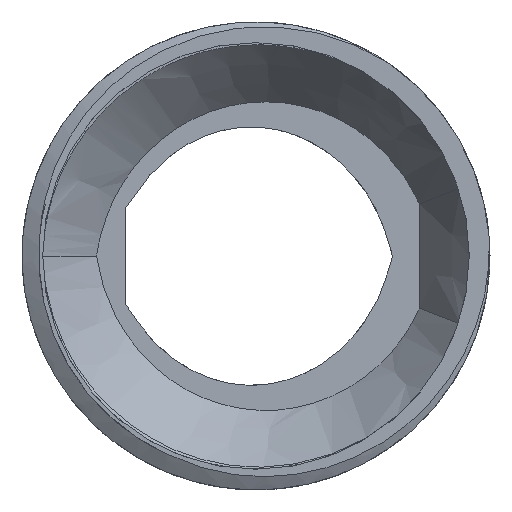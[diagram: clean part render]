
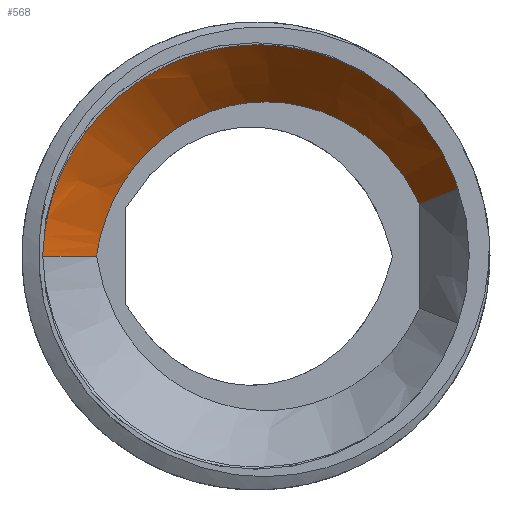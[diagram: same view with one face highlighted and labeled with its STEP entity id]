
A CAD part, top view. The second image highlights one B-rep face of the part: STEP entity #568.
In plain terms, the highlighted free-form (B-spline) face has degree [3, 3] with [9, 4] control points.
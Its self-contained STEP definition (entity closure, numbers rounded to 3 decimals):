
#43=B_SPLINE_SURFACE_WITH_KNOTS('',3,3,((#2867,#2868,#2869,#2870),(#2871,
#2872,#2873,#2874),(#2875,#2876,#2877,#2878),(#2879,#2880,#2881,#2882),
(#2883,#2884,#2885,#2886),(#2887,#2888,#2889,#2890),(#2891,#2892,#2893,
#2894),(#2895,#2896,#2897,#2898),(#2899,#2900,#2901,#2902)),
 .UNSPECIFIED.,.F.,.F.,.F.,(4,1,1,1,1,1,4),(4,4),(0.,0.143,
0.286,0.429,0.571,0.857,
1.),(0.,0.7),.UNSPECIFIED.);
#77=FACE_OUTER_BOUND('',#114,.T.);
#114=EDGE_LOOP('',(#522,#523,#524,#525,#526));
#144=B_SPLINE_CURVE_WITH_KNOTS('',3,(#1630,#1631,#1632,#1633,#1634,#1635,
#1636),.UNSPECIFIED.,.F.,.F.,(4,3,4),(-0.577,-0.436,
0.),.UNSPECIFIED.);
#150=B_SPLINE_CURVE_WITH_KNOTS('',3,(#1979,#1980,#1981,#1982,#1983,#1984,
#1985,#1986,#1987,#1988,#1989,#1990,#1991,#1992,#1993,#1994),
 .UNSPECIFIED.,.F.,.F.,(4,3,3,3,3,4),(-3.054,-2.618,
-1.745,-1.309,-0.873,-0.577),
 .UNSPECIFIED.);
#173=B_SPLINE_CURVE_WITH_KNOTS('',3,(#2718,#2719,#2720,#2721,#2722,#2723,
#2724,#2725,#2726,#2727,#2728,#2729,#2730,#2731,#2732,#2733,#2734,#2735,
#2736),.UNSPECIFIED.,.F.,.F.,(4,3,3,3,3,3,4),(-2.351,-2.026,
-1.7,-1.375,-1.049,-0.398,
-0.073),.UNSPECIFIED.);
#187=LINE('',#2543,#210);
#198=LINE('',#2866,#221);
#210=VECTOR('',#687,5.944);
#221=VECTOR('',#706,6.354);
#242=VERTEX_POINT('',#1628);
#243=VERTEX_POINT('',#1629);
#247=VERTEX_POINT('',#1957);
#264=VERTEX_POINT('',#2542);
#274=VERTEX_POINT('',#2717);
#303=EDGE_CURVE('',#242,#243,#144,.T.);
#313=EDGE_CURVE('',#247,#242,#150,.T.);
#337=EDGE_CURVE('',#264,#243,#187,.T.);
#355=EDGE_CURVE('',#264,#274,#173,.T.);
#358=EDGE_CURVE('',#274,#247,#198,.T.);
#522=ORIENTED_EDGE('',*,*,#313,.F.);
#523=ORIENTED_EDGE('',*,*,#358,.F.);
#524=ORIENTED_EDGE('',*,*,#355,.F.);
#525=ORIENTED_EDGE('',*,*,#337,.T.);
#526=ORIENTED_EDGE('',*,*,#303,.F.);
#568=ADVANCED_FACE('',(#77),#43,.F.);
#687=DIRECTION('',(0.503,0.198,0.841));
#706=DIRECTION('',(-0.617,0.,0.787));
#1628=CARTESIAN_POINT('',(5.385,-23.688,4.592));
#1629=CARTESIAN_POINT('',(8.625,-28.361,4.592));
#1630=CARTESIAN_POINT('Ctrl Pts',(5.385,-23.688,4.592));
#1631=CARTESIAN_POINT('Ctrl Pts',(5.74,-23.99,4.592));
#1632=CARTESIAN_POINT('Ctrl Pts',(6.076,-24.315,4.592));
#1633=CARTESIAN_POINT('Ctrl Pts',(6.391,-24.66,4.592));
#1634=CARTESIAN_POINT('Ctrl Pts',(7.368,-25.732,4.592));
#1635=CARTESIAN_POINT('Ctrl Pts',(8.131,-26.997,4.592));
#1636=CARTESIAN_POINT('Ctrl Pts',(8.625,-28.361,4.592));
#1957=CARTESIAN_POINT('',(-12.673,-31.84,4.592));
#1979=CARTESIAN_POINT('Ctrl Pts',(-12.673,-31.84,4.592));
#1980=CARTESIAN_POINT('Ctrl Pts',(-12.628,-30.392,4.592));
#1981=CARTESIAN_POINT('Ctrl Pts',(-12.307,-28.945,4.592));
#1982=CARTESIAN_POINT('Ctrl Pts',(-11.715,-27.622,4.592));
#1983=CARTESIAN_POINT('Ctrl Pts',(-10.531,-24.976,4.592));
#1984=CARTESIAN_POINT('Ctrl Pts',(-8.267,-22.823,4.592));
#1985=CARTESIAN_POINT('Ctrl Pts',(-5.56,-21.789,4.592));
#1986=CARTESIAN_POINT('Ctrl Pts',(-4.207,-21.273,4.592));
#1987=CARTESIAN_POINT('Ctrl Pts',(-2.743,-21.036,4.592));
#1988=CARTESIAN_POINT('Ctrl Pts',(-1.293,-21.089,4.592));
#1989=CARTESIAN_POINT('Ctrl Pts',(0.157,-21.143,4.592));
#1990=CARTESIAN_POINT('Ctrl Pts',(1.593,-21.486,4.592));
#1991=CARTESIAN_POINT('Ctrl Pts',(2.907,-22.098,4.592));
#1992=CARTESIAN_POINT('Ctrl Pts',(3.799,-22.512,4.592));
#1993=CARTESIAN_POINT('Ctrl Pts',(4.634,-23.05,4.592));
#1994=CARTESIAN_POINT('Ctrl Pts',(5.385,-23.688,4.592));
#2542=CARTESIAN_POINT('',(6.532,-29.186,1.092));
#2543=CARTESIAN_POINT('',(6.532,-29.186,1.092));
#2717=CARTESIAN_POINT('',(-9.929,-31.84,1.092));
#2718=CARTESIAN_POINT('Ctrl Pts',(6.532,-29.186,1.092));
#2719=CARTESIAN_POINT('Ctrl Pts',(6.084,-28.199,1.092));
#2720=CARTESIAN_POINT('Ctrl Pts',(5.466,-27.293,1.092));
#2721=CARTESIAN_POINT('Ctrl Pts',(4.706,-26.525,1.092));
#2722=CARTESIAN_POINT('Ctrl Pts',(3.946,-25.757,1.092));
#2723=CARTESIAN_POINT('Ctrl Pts',(3.044,-25.128,1.092));
#2724=CARTESIAN_POINT('Ctrl Pts',(2.058,-24.691,1.092));
#2725=CARTESIAN_POINT('Ctrl Pts',(1.072,-24.255,1.092));
#2726=CARTESIAN_POINT('Ctrl Pts',(0.001,-24.012,
1.092));
#2727=CARTESIAN_POINT('Ctrl Pts',(-1.077,-23.981,1.092));
#2728=CARTESIAN_POINT('Ctrl Pts',(-2.155,-23.951,1.092));
#2729=CARTESIAN_POINT('Ctrl Pts',(-3.241,-24.134,1.092));
#2730=CARTESIAN_POINT('Ctrl Pts',(-4.248,-24.516,1.092));
#2731=CARTESIAN_POINT('Ctrl Pts',(-6.261,-25.281,1.092));
#2732=CARTESIAN_POINT('Ctrl Pts',(-7.956,-26.841,1.092));
#2733=CARTESIAN_POINT('Ctrl Pts',(-8.955,-28.76,1.092));
#2734=CARTESIAN_POINT('Ctrl Pts',(-9.454,-29.719,1.092));
#2735=CARTESIAN_POINT('Ctrl Pts',(-9.779,-30.768,1.092));
#2736=CARTESIAN_POINT('Ctrl Pts',(-9.929,-31.84,1.092));
#2866=CARTESIAN_POINT('',(-9.929,-31.84,1.092));
#2867=CARTESIAN_POINT('Ctrl Pts',(6.532,-29.186,1.092));
#2868=CARTESIAN_POINT('Ctrl Pts',(7.23,-28.911,2.258));
#2869=CARTESIAN_POINT('Ctrl Pts',(7.927,-28.636,3.425));
#2870=CARTESIAN_POINT('Ctrl Pts',(8.625,-28.361,4.592));
#2871=CARTESIAN_POINT('Ctrl Pts',(6.084,-28.199,1.092));
#2872=CARTESIAN_POINT('Ctrl Pts',(6.766,-27.798,2.258));
#2873=CARTESIAN_POINT('Ctrl Pts',(7.449,-27.399,3.425));
#2874=CARTESIAN_POINT('Ctrl Pts',(8.131,-26.997,4.592));
#2875=CARTESIAN_POINT('Ctrl Pts',(4.847,-26.386,1.092));
#2876=CARTESIAN_POINT('Ctrl Pts',(5.434,-25.747,2.258));
#2877=CARTESIAN_POINT('Ctrl Pts',(6.019,-25.106,3.425));
#2878=CARTESIAN_POINT('Ctrl Pts',(6.605,-24.466,4.592));
#2879=CARTESIAN_POINT('Ctrl Pts',(2.142,-24.499,1.092));
#2880=CARTESIAN_POINT('Ctrl Pts',(2.438,-23.609,2.258));
#2881=CARTESIAN_POINT('Ctrl Pts',(2.733,-22.72,3.425));
#2882=CARTESIAN_POINT('Ctrl Pts',(3.029,-21.83,4.592));
#2883=CARTESIAN_POINT('Ctrl Pts',(-1.069,-23.768,1.092));
#2884=CARTESIAN_POINT('Ctrl Pts',(-1.139,-22.779,2.258));
#2885=CARTESIAN_POINT('Ctrl Pts',(-1.208,-21.788,3.425));
#2886=CARTESIAN_POINT('Ctrl Pts',(-1.279,-20.799,4.592));
#2887=CARTESIAN_POINT('Ctrl Pts',(-5.413,-24.5,1.092));
#2888=CARTESIAN_POINT('Ctrl Pts',(-5.987,-23.582,2.258));
#2889=CARTESIAN_POINT('Ctrl Pts',(-6.561,-22.664,3.425));
#2890=CARTESIAN_POINT('Ctrl Pts',(-7.135,-21.746,4.592));
#2891=CARTESIAN_POINT('Ctrl Pts',(-8.804,-27.622,1.092));
#2892=CARTESIAN_POINT('Ctrl Pts',(-9.757,-27.098,2.258));
#2893=CARTESIAN_POINT('Ctrl Pts',(-10.71,-26.576,3.425));
#2894=CARTESIAN_POINT('Ctrl Pts',(-11.663,-26.052,4.592));
#2895=CARTESIAN_POINT('Ctrl Pts',(-9.779,-30.768,1.092));
#2896=CARTESIAN_POINT('Ctrl Pts',(-10.728,-30.644,2.258));
#2897=CARTESIAN_POINT('Ctrl Pts',(-11.679,-30.516,3.425));
#2898=CARTESIAN_POINT('Ctrl Pts',(-12.628,-30.392,4.592));
#2899=CARTESIAN_POINT('Ctrl Pts',(-9.929,-31.84,1.092));
#2900=CARTESIAN_POINT('Ctrl Pts',(-10.844,-31.84,2.258));
#2901=CARTESIAN_POINT('Ctrl Pts',(-11.759,-31.84,3.425));
#2902=CARTESIAN_POINT('Ctrl Pts',(-12.673,-31.84,4.592));
